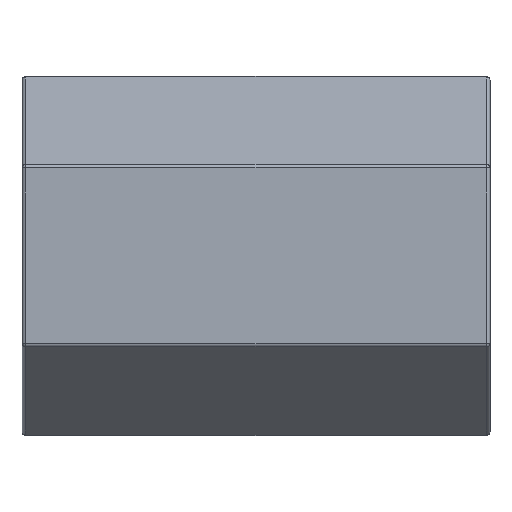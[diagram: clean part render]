
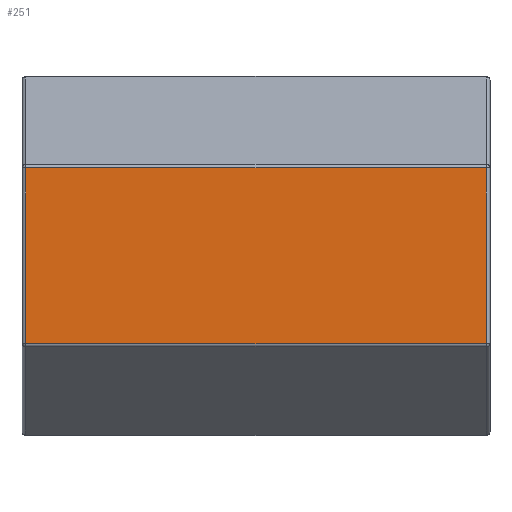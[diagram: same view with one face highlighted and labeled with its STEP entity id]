
A CAD part, top view. The second image highlights one B-rep face of the part: STEP entity #251.
In plain terms, the highlighted planar face has unit normal (0, 0, 1).
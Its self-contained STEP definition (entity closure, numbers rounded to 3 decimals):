
#17 = CARTESIAN_POINT ( 'NONE',  ( 11.9, 2.309, 4. ) ) ;
#29 = DIRECTION ( 'NONE',  ( 1., 0., 0. ) ) ;
#44 = CARTESIAN_POINT ( 'NONE',  ( 12., -2.252, 4. ) ) ;
#82 = CARTESIAN_POINT ( 'NONE',  ( 0.1, -2.252, 4. ) ) ;
#115 = LINE ( 'NONE', #44, #291 ) ;
#152 = EDGE_CURVE ( 'NONE', #1049, #1026, #373, .T. ) ;
#158 = VECTOR ( 'NONE', #395, 1000. ) ;
#169 = LINE ( 'NONE', #256, #158 ) ;
#197 = FACE_OUTER_BOUND ( 'NONE', #751, .T. ) ;
#198 = EDGE_CURVE ( 'NONE', #891, #645, #115, .T. ) ;
#211 = ORIENTED_EDGE ( 'NONE', *, *, #236, .T. ) ;
#236 = EDGE_CURVE ( 'NONE', #645, #1049, #240, .T. ) ;
#239 = VECTOR ( 'NONE', #562, 1000. ) ;
#240 = LINE ( 'NONE', #17, #239 ) ;
#251 = ADVANCED_FACE ( 'NONE', ( #197 ), #604, .F. ) ;
#256 = CARTESIAN_POINT ( 'NONE',  ( 0.1, 2.309, 4. ) ) ;
#291 = VECTOR ( 'NONE', #29, 1000. ) ;
#293 = EDGE_CURVE ( 'NONE', #1026, #891, #169, .T. ) ;
#348 = VECTOR ( 'NONE', #512, 1000. ) ;
#373 = LINE ( 'NONE', #568, #348 ) ;
#395 = DIRECTION ( 'NONE',  ( 0., -1., 0. ) ) ;
#443 = DIRECTION ( 'NONE',  ( 0., 0., -1. ) ) ;
#503 = CARTESIAN_POINT ( 'NONE',  ( 11.9, 2.252, 4. ) ) ;
#512 = DIRECTION ( 'NONE',  ( -1., 0., 0. ) ) ;
#562 = DIRECTION ( 'NONE',  ( 0., 1., 0. ) ) ;
#568 = CARTESIAN_POINT ( 'NONE',  ( 12., 2.252, 4. ) ) ;
#573 = ORIENTED_EDGE ( 'NONE', *, *, #152, .T. ) ;
#604 = PLANE ( 'NONE',  #1257 ) ;
#645 = VERTEX_POINT ( 'NONE', #772 ) ;
#751 = EDGE_LOOP ( 'NONE', ( #756, #780, #211, #573 ) ) ;
#756 = ORIENTED_EDGE ( 'NONE', *, *, #293, .T. ) ;
#772 = CARTESIAN_POINT ( 'NONE',  ( 11.9, -2.252, 4. ) ) ;
#780 = ORIENTED_EDGE ( 'NONE', *, *, #198, .T. ) ;
#891 = VERTEX_POINT ( 'NONE', #82 ) ;
#1026 = VERTEX_POINT ( 'NONE', #1073 ) ;
#1049 = VERTEX_POINT ( 'NONE', #503 ) ;
#1073 = CARTESIAN_POINT ( 'NONE',  ( 0.1, 2.252, 4. ) ) ;
#1170 = CARTESIAN_POINT ( 'NONE',  ( 12., 2.309, 4. ) ) ;
#1227 = DIRECTION ( 'NONE',  ( 0., 1., 0. ) ) ;
#1257 = AXIS2_PLACEMENT_3D ( 'NONE', #1170, #443, #1227 ) ;
